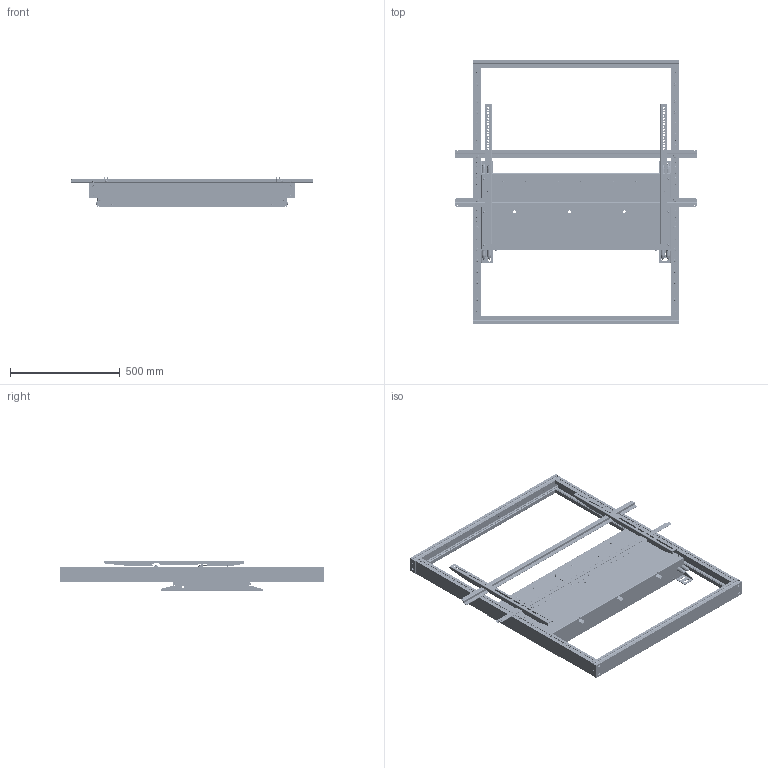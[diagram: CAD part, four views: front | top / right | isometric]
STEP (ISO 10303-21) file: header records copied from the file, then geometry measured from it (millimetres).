
FILE_DESCRIPTION (( 'STEP AP214' ), '1' );
FILE_NAME ('4031000501.STEP', '2023-09-08T07:01:52', ( '' ), ( '' ), 'SwSTEP 2.0', 'SolidWorks 2021', '' );
FILE_SCHEMA (( 'AUTOMOTIVE_DESIGN' ));
Length unit declared in the file: millimetre
Products named in the file (1): 4031000501
Bounding box: 1100 x 1200 x 140.01 mm (x, y, z)
Surface area: 5263643 mm2 (no closed solid volume)
Topology: 0 solids, 115 shells, 6865 faces, 17635 edges, 11160 vertices
Faces by surface type: plane 2552, cylinder 2467, cone 690, torus 672, bspline 404, sphere 80
Entity records: 375092 total; most frequent: CARTESIAN_POINT 132975, ORIENTED_EDGE 35010, DIRECTION 34013, EDGE_CURVE 17509, AXIS2_PLACEMENT_3D 13066, VERTEX_POINT 11160, VECTOR 7881, LINE 7881
